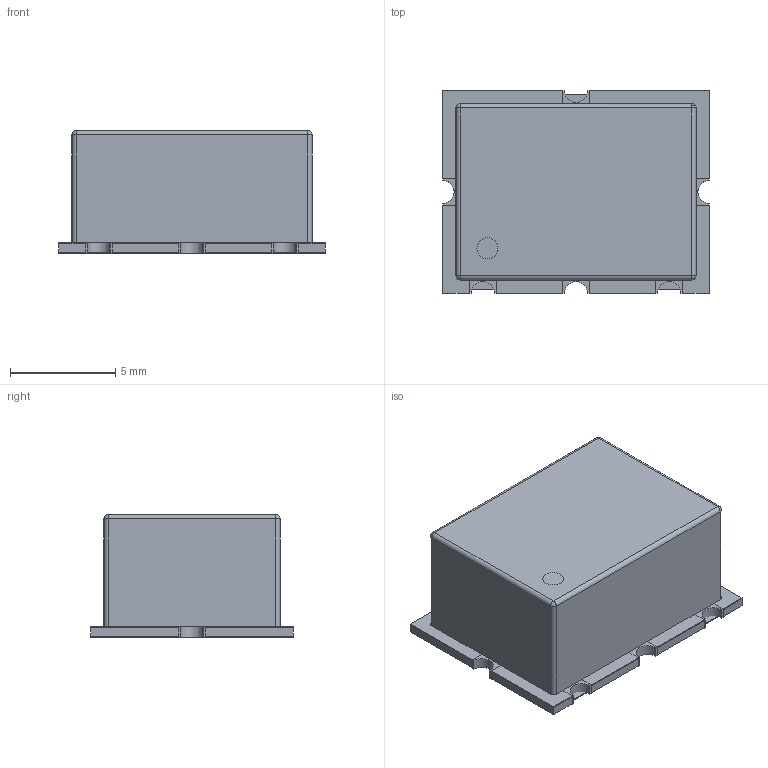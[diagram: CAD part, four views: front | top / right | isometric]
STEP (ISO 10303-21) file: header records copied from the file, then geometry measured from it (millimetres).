
FILE_DESCRIPTION((''),'2;1');
FILE_NAME('MINI-CIRCUITS_TTT167.stp','2012-10-22T12:41:58',(''),(''),'Mechanical Desktop 2011','Mechanical Desktop 2011',', , ');
FILE_SCHEMA(('AUTOMOTIVE_DESIGN { 1 2 10303 214 1 1 1 1 }'));
Length unit declared in the file: millimetre
Products named in the file (1): Product
Bounding box: 12.7 x 9.65 x 5.84 mm (x, y, z)
Volume: 573.7 mm3; surface area: 1135.2 mm2
Topology: 17 solids, 17 shells, 200 faces, 486 edges, 319 vertices
Faces by surface type: plane 171, cylinder 24, sphere 5
Entity records: 5802 total; most frequent: CARTESIAN_POINT 1004, ORIENTED_EDGE 968, DIRECTION 938, EDGE_CURVE 484, VECTOR 432, LINE 432, VERTEX_POINT 319, AXIS2_PLACEMENT_3D 253
